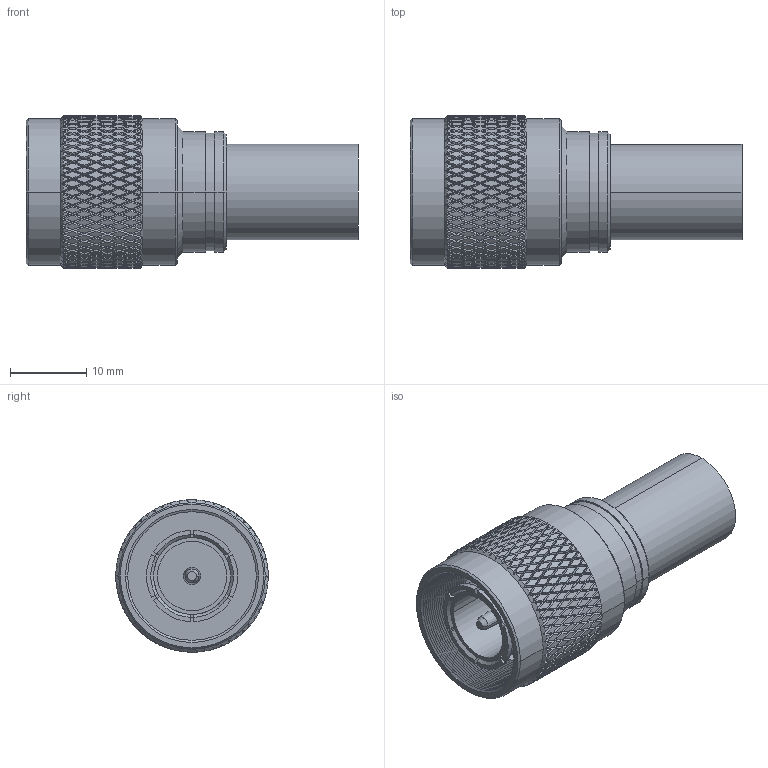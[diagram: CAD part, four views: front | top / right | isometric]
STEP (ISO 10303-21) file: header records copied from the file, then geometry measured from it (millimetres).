
FILE_DESCRIPTION (( 'STEP AP214' ), '1' );
FILE_NAME ('SC2200_3D.step', '2026-01-05T17:22:31', ( '' ), ( '' ), 'SwSTEP 2.0', 'SolidWorks 2025', '' );
FILE_SCHEMA (( 'AUTOMOTIVE_DESIGN' ));
Products named in the file (1): SC2200_3D
Bounding box: 43.56 x 19.99 x 19.99 mm (x, y, z)
Volume: 5951.9 mm3; surface area: 6420.7 mm2
Topology: 5 solids, 5 shells, 3653 faces, 7869 edges, 4235 vertices
Faces by surface type: bspline 2696, cylinder 712, cone 128, plane 117
Entity records: 123139 total; most frequent: CARTESIAN_POINT 75767, ORIENTED_EDGE 15738, EDGE_CURVE 7869, VERTEX_POINT 4235, EDGE_LOOP 3672, ADVANCED_FACE 3653, FACE_OUTER_BOUND 3653, DIRECTION 3052
